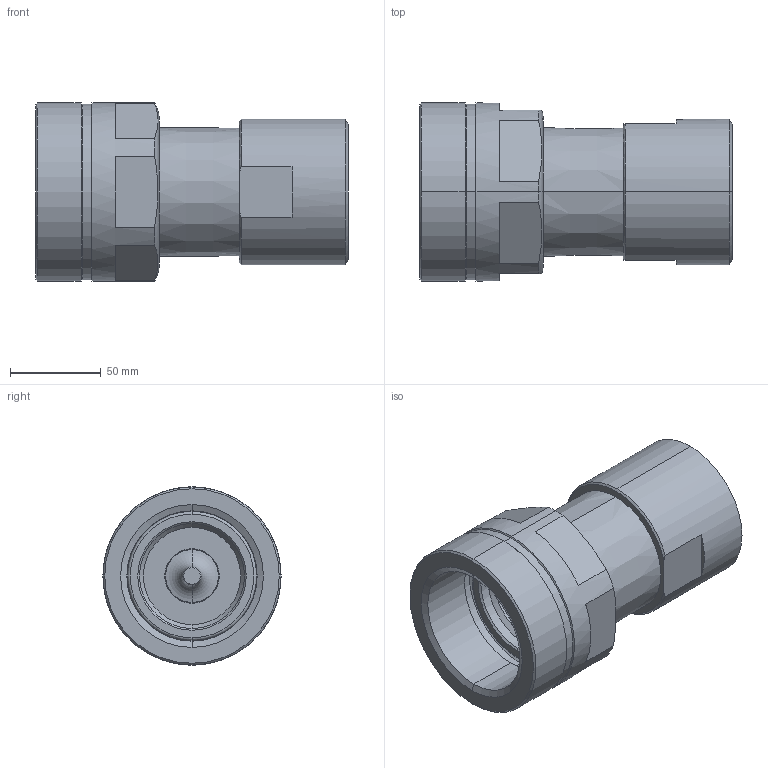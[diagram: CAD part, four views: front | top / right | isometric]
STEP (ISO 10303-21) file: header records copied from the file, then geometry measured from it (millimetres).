
FILE_DESCRIPTION (( 'STEP AP214' ), '1' );
FILE_NAME ('BH40.1107_IC_JV.STEP', '2016-10-12T13:20:27', ( '' ), ( '' ), 'SwSTEP 2.0', 'SolidWorks 2016', '' );
FILE_SCHEMA (( 'AUTOMOTIVE_DESIGN' ));
Length unit declared in the file: millimetre
Products named in the file (1): BH40.1107_IC_JV
Bounding box: 172.04 x 98.02 x 98.02 mm (x, y, z)
Volume: 643935.1 mm3; surface area: 97965.8 mm2
Topology: 1 solids, 1 shells, 118 faces, 252 edges, 145 vertices
Faces by surface type: cone 43, cylinder 32, plane 27, torus 16
Entity records: 3307 total; most frequent: CARTESIAN_POINT 642, DIRECTION 623, ORIENTED_EDGE 504, AXIS2_PLACEMENT_3D 262, EDGE_CURVE 252, VERTEX_POINT 145, CIRCLE 143, EDGE_LOOP 127
